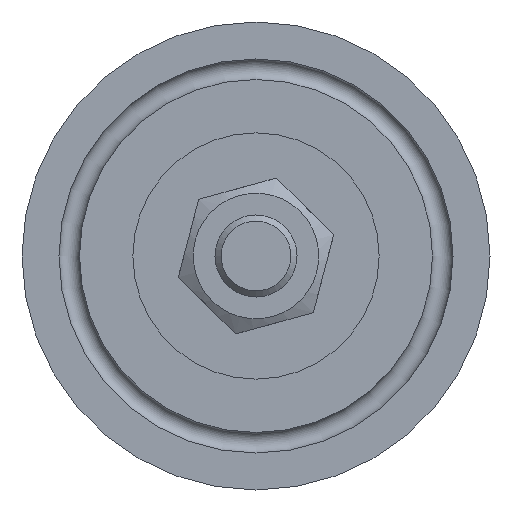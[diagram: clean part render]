
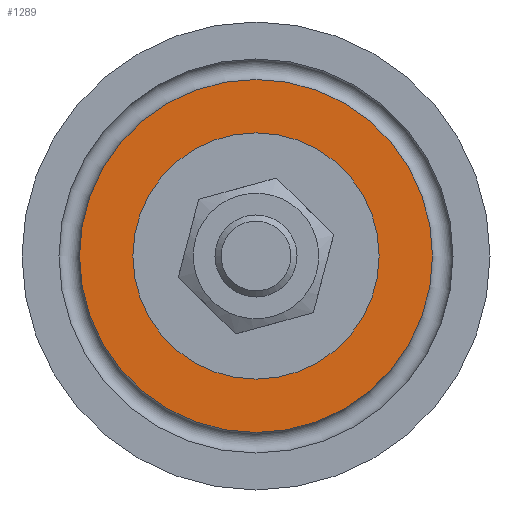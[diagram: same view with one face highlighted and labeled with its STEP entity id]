
A CAD part, front view. The second image highlights one B-rep face of the part: STEP entity #1289.
In plain terms, the highlighted planar face has unit normal (0, -1, 0).
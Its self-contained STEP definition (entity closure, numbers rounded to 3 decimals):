
#171=FACE_BOUND('',#469,.T.);
#248=PLANE('',#1473);
#340=FACE_OUTER_BOUND('',#468,.T.);
#468=EDGE_LOOP('',(#1113));
#469=EDGE_LOOP('',(#1114));
#598=CIRCLE('',#1469,5.325);
#601=CIRCLE('',#1474,21.5);
#715=VERTEX_POINT('',#2284);
#718=VERTEX_POINT('',#2292);
#862=EDGE_CURVE('',#715,#715,#598,.T.);
#865=EDGE_CURVE('',#718,#718,#601,.T.);
#1113=ORIENTED_EDGE('',*,*,#865,.T.);
#1114=ORIENTED_EDGE('',*,*,#862,.F.);
#1289=ADVANCED_FACE('',(#340,#171),#248,.T.);
#1469=AXIS2_PLACEMENT_3D('',#2285,#1853,#1854);
#1473=AXIS2_PLACEMENT_3D('',#2291,#1861,#1862);
#1474=AXIS2_PLACEMENT_3D('',#2293,#1863,#1864);
#1853=DIRECTION('center_axis',(0.,-1.,0.));
#1854=DIRECTION('ref_axis',(0.,0.,-1.));
#1861=DIRECTION('center_axis',(0.,-1.,0.));
#1862=DIRECTION('ref_axis',(0.,0.,1.));
#1863=DIRECTION('center_axis',(0.,-1.,0.));
#1864=DIRECTION('ref_axis',(-1.,0.,0.));
#2284=CARTESIAN_POINT('',(0.,0.,5.325));
#2285=CARTESIAN_POINT('Origin',(0.,0.,
0.));
#2291=CARTESIAN_POINT('Origin',(0.,0.,
5.125));
#2292=CARTESIAN_POINT('',(0.,0.,21.5));
#2293=CARTESIAN_POINT('Origin',(0.,0.,
0.));
